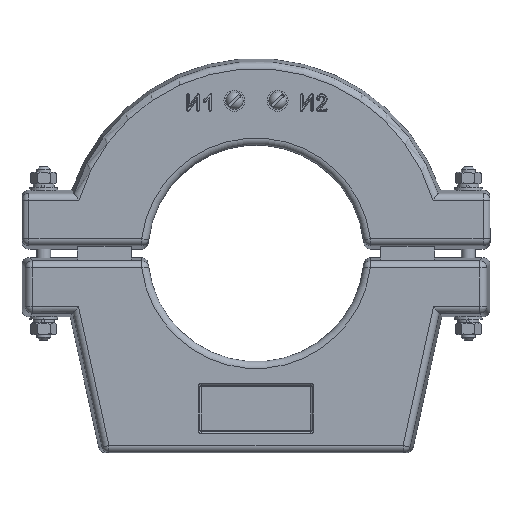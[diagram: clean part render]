
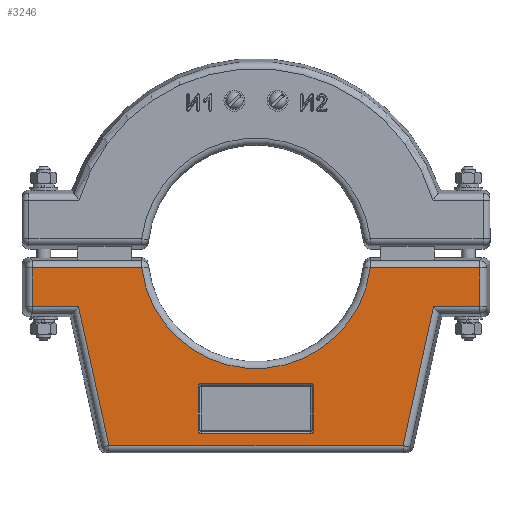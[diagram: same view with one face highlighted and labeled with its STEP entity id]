
A CAD part, top view. The second image highlights one B-rep face of the part: STEP entity #3246.
In plain terms, the highlighted planar face has unit normal (0, 0, 1).
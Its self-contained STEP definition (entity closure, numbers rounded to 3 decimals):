
#78 = LINE ( 'NONE', #6650, #278 ) ;
#80 = VECTOR ( 'NONE', #6635, 1000. ) ;
#81 = LINE ( 'NONE', #6634, #80 ) ;
#93 = CIRCLE ( 'NONE', #4086, 1.936 ) ;
#98 = CIRCLE ( 'NONE', #4088, 1.936 ) ;
#99 = VECTOR ( 'NONE', #6574, 1000. ) ;
#100 = LINE ( 'NONE', #6573, #99 ) ;
#101 = VECTOR ( 'NONE', #6572, 1000. ) ;
#102 = CIRCLE ( 'NONE', #4085, 1.936 ) ;
#104 = LINE ( 'NONE', #6571, #101 ) ;
#111 = LINE ( 'NONE', #6569, #115 ) ;
#115 = VECTOR ( 'NONE', #6570, 1000. ) ;
#202 = LINE ( 'NONE', #7100, #203 ) ;
#203 = VECTOR ( 'NONE', #7108, 1000. ) ;
#269 = CIRCLE ( 'NONE', #4098, 66.5 ) ;
#270 = LINE ( 'NONE', #6647, #279 ) ;
#271 = VECTOR ( 'NONE', #6655, 1000. ) ;
#272 = LINE ( 'NONE', #6654, #271 ) ;
#278 = VECTOR ( 'NONE', #6651, 1000. ) ;
#279 = VECTOR ( 'NONE', #6659, 1000. ) ;
#490 = CIRCLE ( 'NONE', #3963, 1.936 ) ;
#501 = LINE ( 'NONE', #5256, #508 ) ;
#508 = VECTOR ( 'NONE', #5261, 1000. ) ;
#1069 = VERTEX_POINT ( 'NONE', #1693 ) ;
#1070 = VERTEX_POINT ( 'NONE', #1694 ) ;
#1071 = VERTEX_POINT ( 'NONE', #1695 ) ;
#1072 = VERTEX_POINT ( 'NONE', #1696 ) ;
#1073 = VERTEX_POINT ( 'NONE', #1697 ) ;
#1074 = VERTEX_POINT ( 'NONE', #1698 ) ;
#1075 = VERTEX_POINT ( 'NONE', #1699 ) ;
#1076 = VERTEX_POINT ( 'NONE', #1700 ) ;
#1077 = VERTEX_POINT ( 'NONE', #1701 ) ;
#1078 = VERTEX_POINT ( 'NONE', #1702 ) ;
#1079 = VERTEX_POINT ( 'NONE', #1703 ) ;
#1080 = VERTEX_POINT ( 'NONE', #1704 ) ;
#1081 = VERTEX_POINT ( 'NONE', #1705 ) ;
#1082 = VERTEX_POINT ( 'NONE', #1706 ) ;
#1083 = VERTEX_POINT ( 'NONE', #1707 ) ;
#1084 = VERTEX_POINT ( 'NONE', #1708 ) ;
#1085 = VERTEX_POINT ( 'NONE', #1709 ) ;
#1086 = VERTEX_POINT ( 'NONE', #1710 ) ;
#1693 = CARTESIAN_POINT ( 'NONE',  ( -33.436, -116.375, 48.144 ) ) ;
#1694 = CARTESIAN_POINT ( 'NONE',  ( -33.436, -91.375, 48.144 ) ) ;
#1695 = CARTESIAN_POINT ( 'NONE',  ( -31.5, -89.438, 48.144 ) ) ;
#1696 = CARTESIAN_POINT ( 'NONE',  ( 31.5, -89.438, 48.144 ) ) ;
#1697 = CARTESIAN_POINT ( 'NONE',  ( 33.436, -91.375, 48.144 ) ) ;
#1698 = CARTESIAN_POINT ( 'NONE',  ( 33.436, -116.375, 48.144 ) ) ;
#1699 = CARTESIAN_POINT ( 'NONE',  ( 31.5, -118.311, 48.144 ) ) ;
#1700 = CARTESIAN_POINT ( 'NONE',  ( -31.5, -118.311, 48.144 ) ) ;
#1701 = CARTESIAN_POINT ( 'NONE',  ( 84.844, -125.375, 48.144 ) ) ;
#1702 = CARTESIAN_POINT ( 'NONE',  ( -84.844, -125.375, 48.144 ) ) ;
#1703 = CARTESIAN_POINT ( 'NONE',  ( 102.433, -44.982, 48.144 ) ) ;
#1704 = CARTESIAN_POINT ( 'NONE',  ( 129.108, -44.982, 48.144 ) ) ;
#1705 = CARTESIAN_POINT ( 'NONE',  ( 129.108, -22.767, 48.144 ) ) ;
#1706 = CARTESIAN_POINT ( 'NONE',  ( 65.968, -22.767, 48.144 ) ) ;
#1707 = CARTESIAN_POINT ( 'NONE',  ( -65.968, -22.767, 48.144 ) ) ;
#1708 = CARTESIAN_POINT ( 'NONE',  ( -129.108, -22.767, 48.144 ) ) ;
#1709 = CARTESIAN_POINT ( 'NONE',  ( -129.108, -44.982, 48.144 ) ) ;
#1710 = CARTESIAN_POINT ( 'NONE',  ( -102.433, -44.982, 48.144 ) ) ;
#2394 = EDGE_CURVE ( 'NONE', #1079, #1077, #501, .T. ) ;
#2414 = EDGE_CURVE ( 'NONE', #1076, #1069, #490, .T. ) ;
#2741 = EDGE_CURVE ( 'NONE', #1074, #1075, #102, .T. ) ;
#2742 = EDGE_CURVE ( 'NONE', #1069, #1070, #111, .T. ) ;
#2743 = EDGE_CURVE ( 'NONE', #1071, #1072, #104, .T. ) ;
#2744 = EDGE_CURVE ( 'NONE', #1073, #1074, #100, .T. ) ;
#2745 = EDGE_CURVE ( 'NONE', #1070, #1071, #98, .T. ) ;
#2748 = EDGE_CURVE ( 'NONE', #1072, #1073, #93, .T. ) ;
#2761 = EDGE_CURVE ( 'NONE', #1080, #1079, #81, .T. ) ;
#2768 = EDGE_CURVE ( 'NONE', #1082, #1081, #78, .T. ) ;
#2770 = EDGE_CURVE ( 'NONE', #1084, #1083, #272, .T. ) ;
#2771 = EDGE_CURVE ( 'NONE', #1083, #1082, #269, .T. ) ;
#2772 = EDGE_CURVE ( 'NONE', #1085, #1084, #270, .T. ) ;
#2901 = EDGE_CURVE ( 'NONE', #1077, #1078, #202, .T. ) ;
#3246 = ADVANCED_FACE ( 'NONE', ( #9138, #9144 ), #8687, .T. ) ;
#3789 = EDGE_CURVE ( 'NONE', #1075, #1076, #9554, .T. ) ;
#3800 = EDGE_CURVE ( 'NONE', #1081, #1080, #9570, .T. ) ;
#3847 = EDGE_CURVE ( 'NONE', #1086, #1085, #9615, .T. ) ;
#3848 = EDGE_CURVE ( 'NONE', #1078, #1086, #9635, .T. ) ;
#3963 = AXIS2_PLACEMENT_3D ( 'NONE', #5336, #5337, #5338 ) ;
#4085 = AXIS2_PLACEMENT_3D ( 'NONE', #6565, #6567, #6568 ) ;
#4086 = AXIS2_PLACEMENT_3D ( 'NONE', #6566, #6583, #6584 ) ;
#4088 = AXIS2_PLACEMENT_3D ( 'NONE', #6559, #6576, #6577 ) ;
#4098 = AXIS2_PLACEMENT_3D ( 'NONE', #6644, #6656, #6657 ) ;
#4418 = AXIS2_PLACEMENT_3D ( 'NONE', #8686, #9716, #9717 ) ;
#5256 = CARTESIAN_POINT ( 'NONE',  ( 51.895, -275.969, 48.144 ) ) ;
#5261 = DIRECTION ( 'NONE',  ( -0.214, -0.977, 0. ) ) ;
#5336 = CARTESIAN_POINT ( 'NONE',  ( -31.5, -116.375, 48.144 ) ) ;
#5337 = DIRECTION ( 'NONE',  ( 0., 0., -1. ) ) ;
#5338 = DIRECTION ( 'NONE',  ( 1., 0., 0. ) ) ;
#6559 = CARTESIAN_POINT ( 'NONE',  ( -31.5, -91.375, 48.144 ) ) ;
#6565 = CARTESIAN_POINT ( 'NONE',  ( 31.5, -116.375, 48.144 ) ) ;
#6566 = CARTESIAN_POINT ( 'NONE',  ( 31.5, -91.375, 48.144 ) ) ;
#6567 = DIRECTION ( 'NONE',  ( 0., 0., -1. ) ) ;
#6568 = DIRECTION ( 'NONE',  ( 1., 0., 0. ) ) ;
#6569 = CARTESIAN_POINT ( 'NONE',  ( -33.436, -91.375, 48.144 ) ) ;
#6570 = DIRECTION ( 'NONE',  ( 0., 1., 0. ) ) ;
#6571 = CARTESIAN_POINT ( 'NONE',  ( 31.5, -89.438, 48.144 ) ) ;
#6572 = DIRECTION ( 'NONE',  ( 1., 0., 0. ) ) ;
#6573 = CARTESIAN_POINT ( 'NONE',  ( 33.436, -116.375, 48.144 ) ) ;
#6574 = DIRECTION ( 'NONE',  ( 0., -1., 0. ) ) ;
#6576 = DIRECTION ( 'NONE',  ( 0., 0., -1. ) ) ;
#6577 = DIRECTION ( 'NONE',  ( 1., 0., 0. ) ) ;
#6583 = DIRECTION ( 'NONE',  ( 0., 0., -1. ) ) ;
#6584 = DIRECTION ( 'NONE',  ( 1., 0., 0. ) ) ;
#6634 = CARTESIAN_POINT ( 'NONE',  ( 105.488, -44.982, 48.144 ) ) ;
#6635 = DIRECTION ( 'NONE',  ( -1., 0., 0. ) ) ;
#6644 = CARTESIAN_POINT ( 'NONE',  ( 0., -14.375, 48.144 ) ) ;
#6647 = CARTESIAN_POINT ( 'NONE',  ( -129.108, -18.971, 48.144 ) ) ;
#6650 = CARTESIAN_POINT ( 'NONE',  ( 0., -22.767, 48.144 ) ) ;
#6651 = DIRECTION ( 'NONE',  ( 1., 0., 0. ) ) ;
#6654 = CARTESIAN_POINT ( 'NONE',  ( -62.331, -22.767, 48.144 ) ) ;
#6655 = DIRECTION ( 'NONE',  ( 1., 0., 0. ) ) ;
#6656 = DIRECTION ( 'NONE',  ( 0., 0., 1. ) ) ;
#6657 = DIRECTION ( 'NONE',  ( -1., 0., 0. ) ) ;
#6659 = DIRECTION ( 'NONE',  ( 0., 1., 0. ) ) ;
#7100 = CARTESIAN_POINT ( 'NONE',  ( 0., -125.375, 48.144 ) ) ;
#7108 = DIRECTION ( 'NONE',  ( -1., 0., 0. ) ) ;
#8686 = CARTESIAN_POINT ( 'NONE',  ( 0., -264.614, 48.144 ) ) ;
#8687 = PLANE ( 'NONE',  #4418 ) ;
#9138 = FACE_BOUND ( 'NONE', #11760, .T. ) ;
#9144 = FACE_OUTER_BOUND ( 'NONE', #11774, .T. ) ;
#9554 = LINE ( 'NONE', #10716, #9555 ) ;
#9555 = VECTOR ( 'NONE', #10717, 1000. ) ;
#9570 = LINE ( 'NONE', #10745, #9571 ) ;
#9571 = VECTOR ( 'NONE', #10746, 1000. ) ;
#9615 = LINE ( 'NONE', #10862, #9633 ) ;
#9633 = VECTOR ( 'NONE', #10872, 1000. ) ;
#9635 = LINE ( 'NONE', #10873, #9636 ) ;
#9636 = VECTOR ( 'NONE', #10874, 1000. ) ;
#9716 = DIRECTION ( 'NONE',  ( 0., 0., 1. ) ) ;
#9717 = DIRECTION ( 'NONE',  ( -1., 0., 0. ) ) ;
#10716 = CARTESIAN_POINT ( 'NONE',  ( -31.5, -118.311, 48.144 ) ) ;
#10717 = DIRECTION ( 'NONE',  ( -1., 0., 0. ) ) ;
#10745 = CARTESIAN_POINT ( 'NONE',  ( 129.108, -48.778, 48.144 ) ) ;
#10746 = DIRECTION ( 'NONE',  ( 0., -1., 0. ) ) ;
#10862 = CARTESIAN_POINT ( 'NONE',  ( -132.904, -44.982, 48.144 ) ) ;
#10872 = DIRECTION ( 'NONE',  ( -1., 0., 0. ) ) ;
#10873 = CARTESIAN_POINT ( 'NONE',  ( -101.78, -47.967, 48.144 ) ) ;
#10874 = DIRECTION ( 'NONE',  ( -0.214, 0.977, 0. ) ) ;
#11760 = EDGE_LOOP ( 'NONE', ( #12830, #12831, #12832, #12833, #12834, #12835, #12836, #12837 ) ) ;
#11774 = EDGE_LOOP ( 'NONE', ( #12838, #12839, #12840, #12841, #12842, #12843, #12844, #12845, #12846, #12847 ) ) ;
#12830 = ORIENTED_EDGE ( 'NONE', *, *, #2742, .T. ) ;
#12831 = ORIENTED_EDGE ( 'NONE', *, *, #2745, .T. ) ;
#12832 = ORIENTED_EDGE ( 'NONE', *, *, #2743, .T. ) ;
#12833 = ORIENTED_EDGE ( 'NONE', *, *, #2748, .T. ) ;
#12834 = ORIENTED_EDGE ( 'NONE', *, *, #2744, .T. ) ;
#12835 = ORIENTED_EDGE ( 'NONE', *, *, #2741, .T. ) ;
#12836 = ORIENTED_EDGE ( 'NONE', *, *, #3789, .T. ) ;
#12837 = ORIENTED_EDGE ( 'NONE', *, *, #2414, .T. ) ;
#12838 = ORIENTED_EDGE ( 'NONE', *, *, #2901, .F. ) ;
#12839 = ORIENTED_EDGE ( 'NONE', *, *, #2394, .F. ) ;
#12840 = ORIENTED_EDGE ( 'NONE', *, *, #2761, .F. ) ;
#12841 = ORIENTED_EDGE ( 'NONE', *, *, #3800, .F. ) ;
#12842 = ORIENTED_EDGE ( 'NONE', *, *, #2768, .F. ) ;
#12843 = ORIENTED_EDGE ( 'NONE', *, *, #2771, .F. ) ;
#12844 = ORIENTED_EDGE ( 'NONE', *, *, #2770, .F. ) ;
#12845 = ORIENTED_EDGE ( 'NONE', *, *, #2772, .F. ) ;
#12846 = ORIENTED_EDGE ( 'NONE', *, *, #3847, .F. ) ;
#12847 = ORIENTED_EDGE ( 'NONE', *, *, #3848, .F. ) ;
